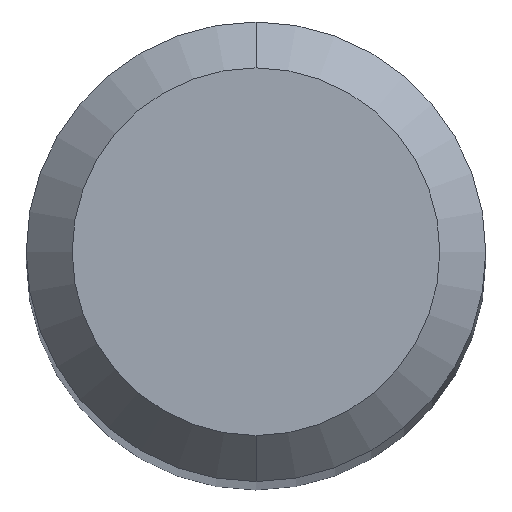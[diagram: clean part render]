
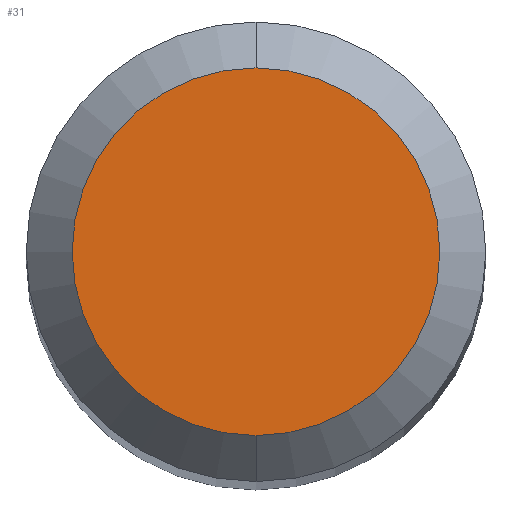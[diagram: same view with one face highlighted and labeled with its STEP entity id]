
A CAD part, top view. The second image highlights one B-rep face of the part: STEP entity #31.
In plain terms, the highlighted planar face has unit normal (0, 0, 1).
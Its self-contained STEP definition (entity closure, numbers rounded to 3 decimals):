
#7 = AXIS2_PLACEMENT_3D ( 'NONE', #55, #25, #127 ) ;
#25 = DIRECTION ( 'NONE',  ( 0., 0., -1. ) ) ;
#31 = ADVANCED_FACE ( 'NONE', ( #238 ), #53, .F. ) ;
#53 = PLANE ( 'NONE',  #225 ) ;
#55 = CARTESIAN_POINT ( 'NONE',  ( 0., 0., 38. ) ) ;
#67 = EDGE_CURVE ( 'NONE', #259, #385, #204, .T. ) ;
#92 = CARTESIAN_POINT ( 'NONE',  ( 0., -1.2, 38. ) ) ;
#119 = CARTESIAN_POINT ( 'NONE',  ( 0., 0., 38. ) ) ;
#127 = DIRECTION ( 'NONE',  ( 0., 1., 0. ) ) ;
#157 = EDGE_CURVE ( 'NONE', #385, #259, #196, .T. ) ;
#196 = CIRCLE ( 'NONE', #7, 1.2 ) ;
#204 = CIRCLE ( 'NONE', #371, 1.2 ) ;
#213 = DIRECTION ( 'NONE',  ( 0., 0., -1. ) ) ;
#225 = AXIS2_PLACEMENT_3D ( 'NONE', #268, #244, #265 ) ;
#233 = ORIENTED_EDGE ( 'NONE', *, *, #67, .F. ) ;
#238 = FACE_OUTER_BOUND ( 'NONE', #321, .T. ) ;
#244 = DIRECTION ( 'NONE',  ( 0., 0., -1. ) ) ;
#259 = VERTEX_POINT ( 'NONE', #352 ) ;
#265 = DIRECTION ( 'NONE',  ( 0., 1., 0. ) ) ;
#268 = CARTESIAN_POINT ( 'NONE',  ( 0., 0., 38. ) ) ;
#321 = EDGE_LOOP ( 'NONE', ( #233, #384 ) ) ;
#352 = CARTESIAN_POINT ( 'NONE',  ( 0., 1.2, 38. ) ) ;
#360 = DIRECTION ( 'NONE',  ( 0., 1., 0. ) ) ;
#371 = AXIS2_PLACEMENT_3D ( 'NONE', #119, #213, #360 ) ;
#384 = ORIENTED_EDGE ( 'NONE', *, *, #157, .F. ) ;
#385 = VERTEX_POINT ( 'NONE', #92 ) ;
